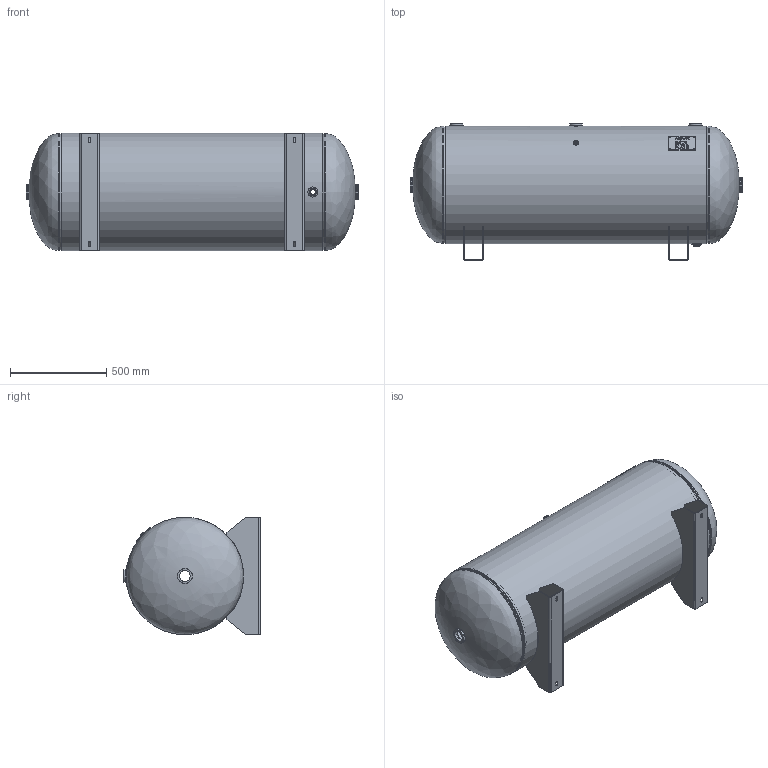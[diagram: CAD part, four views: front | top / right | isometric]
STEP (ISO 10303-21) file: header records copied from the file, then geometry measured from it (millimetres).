
FILE_DESCRIPTION(/* description */ ('24 X 67 200# HORZ ASME STOCK 120GAL W/CHNLS LESS TPLT'),/* implementation_level */ '2;1');
FILE_NAME(/* name */ 'SPVG_A10033.stp',/* time_stamp */ '2018-11-06T15:21:05-06:00',/* author */ ('kim.thoune'),/* organization */ (''),/* preprocessor_version */ 'ST-DEVELOPER v16.5',/* originating_system */ 'Autodesk Inventor 2017',/* authorisation */ '');
FILE_SCHEMA (('AUTOMOTIVE_DESIGN { 1 0 10303 214 3 1 1 }'));
Length unit declared in the file: inch
Products named in the file (13): A10033; A10033-1; A10033-2; H24149J; A10033-3; H24149J_1; F102000; F100250; F101501; F100750; 60-140; 64-053; S109146
Assembly tree (16 placements, depth 3):
  A10033
    A10033-1
    A10033-2
      H24149J
    A10033-3
      H24149J_1
    F102000  x2
    F100250
    F101501  x3
    F100750
    60-140
      64-053
    S109146  x2
Bounding box: 1728.77 x 712.9 x 612.24 mm (x, y, z)
Volume: 17177466.9 mm3; surface area: 7938260.4 mm2
Topology: 13 solids, 13 shells, 358 faces, 884 edges, 575 vertices
Faces by surface type: plane 206, cylinder 60, bspline 44, torus 34, cone 14
Full cylindrical faces by diameter (mm): 6.35 x4, 11.455 x1, 26.987 x1, 36.512 x1, 36.909 x1, 44.856 x3, 52.387 x1, 56.667 x2, 57.547 x3, 60.325 x3, 68.263 x5, 79.383 x2, 595.173 x2, 602.031 x2, 602.742 x3, 609.6 x2, 612.242 x1
Entity records: 9896 total; most frequent: CARTESIAN_POINT 2931, ORIENTED_EDGE 1322, DIRECTION 1250, EDGE_CURVE 661, LINE 472, VECTOR 472, VERTEX_POINT 466, EDGE_LOOP 407
